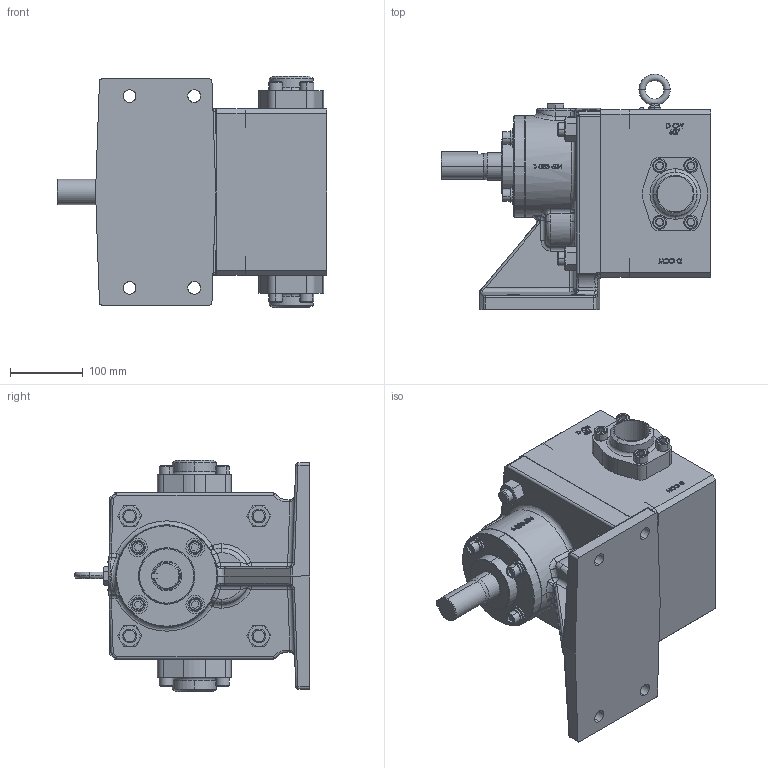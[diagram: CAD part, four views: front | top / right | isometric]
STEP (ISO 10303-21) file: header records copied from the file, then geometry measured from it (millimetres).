
FILE_DESCRIPTION (( 'STEP AP214' ), '1' );
FILE_NAME ('GPV-1415-24-U.STEP', '2018-10-31T18:08:46', ( '' ), ( '' ), 'SwSTEP 2.0', 'SolidWorks 2017', '' );
FILE_SCHEMA (( 'AUTOMOTIVE_DESIGN' ));
Length unit declared in the file: inch
Products named in the file (1): GPV-1415-24-U
Bounding box: 371.63 x 323.85 x 318.52 mm (x, y, z)
Volume: 13268423.6 mm3; surface area: 537945.5 mm2
Topology: 1 solids, 1 shells, 1893 faces, 4659 edges, 2992 vertices
Faces by surface type: plane 1064, bspline 397, cylinder 217, cone 173, sphere 30, torus 12
Entity records: 93651 total; most frequent: CARTESIAN_POINT 36602, ORIENTED_EDGE 9310, DIRECTION 7261, EDGE_CURVE 4655, VECTOR 3019, LINE 3019, VERTEX_POINT 2992, EDGE_LOOP 2139
